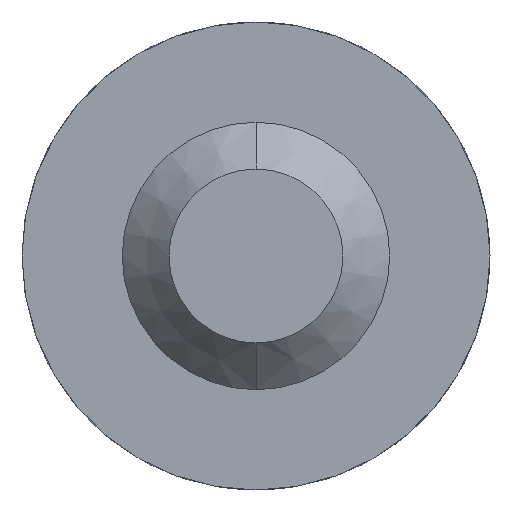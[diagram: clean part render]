
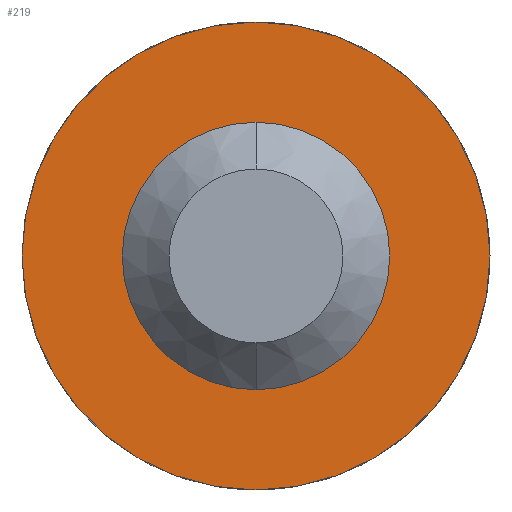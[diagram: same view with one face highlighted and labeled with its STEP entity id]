
A CAD part, front view. The second image highlights one B-rep face of the part: STEP entity #219.
In plain terms, the highlighted planar face has unit normal (0, -1, 0).
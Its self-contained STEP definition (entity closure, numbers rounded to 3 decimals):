
#56 = DIRECTION ( 'NONE',  ( 0., 1., 0. ) ) ;
#66 = DIRECTION ( 'NONE',  ( 0., 1., 0. ) ) ;
#83 = CARTESIAN_POINT ( 'NONE',  ( 3.5, 0., 0. ) ) ;
#84 = EDGE_LOOP ( 'NONE', ( #421, #537 ) ) ;
#92 = FACE_OUTER_BOUND ( 'NONE', #435, .T. ) ;
#97 = FACE_BOUND ( 'NONE', #84, .T. ) ;
#104 = EDGE_CURVE ( 'NONE', #431, #449, #338, .T. ) ;
#105 = DIRECTION ( 'NONE',  ( -1., 0., 0. ) ) ;
#118 = CARTESIAN_POINT ( 'NONE',  ( -3.5, 0., 0. ) ) ;
#149 = DIRECTION ( 'NONE',  ( -1., 0., 0. ) ) ;
#167 = DIRECTION ( 'NONE',  ( 0., 1., 0. ) ) ;
#179 = DIRECTION ( 'NONE',  ( -1., 0., 0. ) ) ;
#181 = CARTESIAN_POINT ( 'NONE',  ( 0., 0., 0. ) ) ;
#190 = CARTESIAN_POINT ( 'NONE',  ( 0., 0., 0. ) ) ;
#194 = CIRCLE ( 'NONE', #238, 3.5 ) ;
#196 = AXIS2_PLACEMENT_3D ( 'NONE', #237, #247, #201 ) ;
#197 = VERTEX_POINT ( 'NONE', #118 ) ;
#198 = AXIS2_PLACEMENT_3D ( 'NONE', #181, #467, #105 ) ;
#201 = DIRECTION ( 'NONE',  ( 0., 0., 1. ) ) ;
#210 = CIRCLE ( 'NONE', #401, 2. ) ;
#219 = ADVANCED_FACE ( 'NONE', ( #97, #92 ), #479, .F. ) ;
#220 = CIRCLE ( 'NONE', #198, 3.5 ) ;
#228 = CARTESIAN_POINT ( 'NONE',  ( 0., 0., 0. ) ) ;
#237 = CARTESIAN_POINT ( 'NONE',  ( 0., 0., 0. ) ) ;
#238 = AXIS2_PLACEMENT_3D ( 'NONE', #190, #56, #179 ) ;
#247 = DIRECTION ( 'NONE',  ( 0., 1., 0. ) ) ;
#297 = EDGE_CURVE ( 'NONE', #489, #197, #194, .T. ) ;
#321 = EDGE_CURVE ( 'NONE', #197, #489, #220, .T. ) ;
#329 = CARTESIAN_POINT ( 'NONE',  ( 0., 0., 0. ) ) ;
#338 = CIRCLE ( 'NONE', #196, 2. ) ;
#347 = DIRECTION ( 'NONE',  ( 0., 0., 1. ) ) ;
#374 = CARTESIAN_POINT ( 'NONE',  ( 0., 0., 2. ) ) ;
#401 = AXIS2_PLACEMENT_3D ( 'NONE', #228, #167, #347 ) ;
#421 = ORIENTED_EDGE ( 'NONE', *, *, #507, .T. ) ;
#431 = VERTEX_POINT ( 'NONE', #491 ) ;
#435 = EDGE_LOOP ( 'NONE', ( #512, #438 ) ) ;
#438 = ORIENTED_EDGE ( 'NONE', *, *, #297, .F. ) ;
#449 = VERTEX_POINT ( 'NONE', #374 ) ;
#467 = DIRECTION ( 'NONE',  ( 0., 1., 0. ) ) ;
#479 = PLANE ( 'NONE',  #525 ) ;
#489 = VERTEX_POINT ( 'NONE', #83 ) ;
#491 = CARTESIAN_POINT ( 'NONE',  ( 0., 0., -2. ) ) ;
#507 = EDGE_CURVE ( 'NONE', #449, #431, #210, .T. ) ;
#512 = ORIENTED_EDGE ( 'NONE', *, *, #321, .F. ) ;
#525 = AXIS2_PLACEMENT_3D ( 'NONE', #329, #66, #149 ) ;
#537 = ORIENTED_EDGE ( 'NONE', *, *, #104, .T. ) ;
